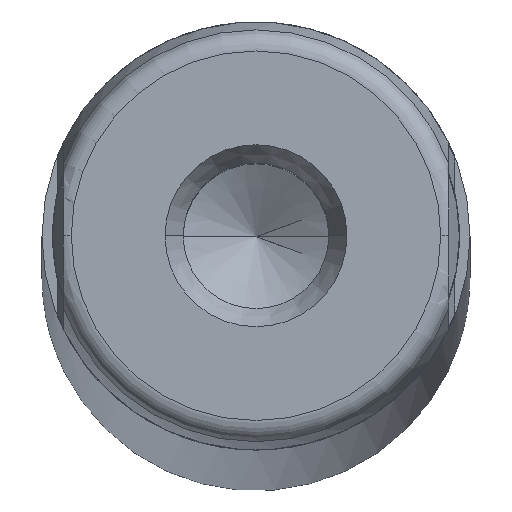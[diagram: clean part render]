
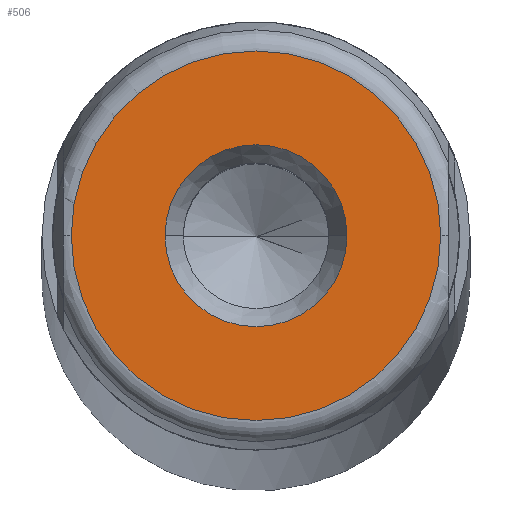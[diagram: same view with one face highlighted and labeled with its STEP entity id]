
A CAD part, top view. The second image highlights one B-rep face of the part: STEP entity #506.
In plain terms, the highlighted planar face has unit normal (0, 0, 1).
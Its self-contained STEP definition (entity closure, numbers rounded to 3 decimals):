
#55 = AXIS2_PLACEMENT_3D ( 'NONE', #377, #1620, #239 ) ;
#58 = CARTESIAN_POINT ( 'NONE',  ( 0., 0., 0. ) ) ;
#104 = CARTESIAN_POINT ( 'NONE',  ( 4.25, 0., 0. ) ) ;
#172 = CIRCLE ( 'NONE', #1226, 4.25 ) ;
#177 = EDGE_CURVE ( 'NONE', #341, #1256, #1382, .T. ) ;
#239 = DIRECTION ( 'NONE',  ( 1., 0., 0. ) ) ;
#277 = AXIS2_PLACEMENT_3D ( 'NONE', #58, #675, #1429 ) ;
#334 = DIRECTION ( 'NONE',  ( 0., 0., 1. ) ) ;
#341 = VERTEX_POINT ( 'NONE', #1414 ) ;
#377 = CARTESIAN_POINT ( 'NONE',  ( 0., 0., 0. ) ) ;
#399 = CIRCLE ( 'NONE', #441, 8.632 ) ;
#412 = ORIENTED_EDGE ( 'NONE', *, *, #177, .T. ) ;
#441 = AXIS2_PLACEMENT_3D ( 'NONE', #577, #711, #1212 ) ;
#506 = ADVANCED_FACE ( 'NONE', ( #524, #907 ), #1176, .F. ) ;
#524 = FACE_BOUND ( 'NONE', #1331, .T. ) ;
#565 = CIRCLE ( 'NONE', #55, 4.25 ) ;
#577 = CARTESIAN_POINT ( 'NONE',  ( 0., 0., 0. ) ) ;
#675 = DIRECTION ( 'NONE',  ( 0., 0., -1. ) ) ;
#694 = EDGE_CURVE ( 'NONE', #776, #1225, #565, .T. ) ;
#711 = DIRECTION ( 'NONE',  ( 0., 0., 1. ) ) ;
#776 = VERTEX_POINT ( 'NONE', #104 ) ;
#876 = DIRECTION ( 'NONE',  ( 1., 0., 0. ) ) ;
#907 = FACE_OUTER_BOUND ( 'NONE', #946, .T. ) ;
#946 = EDGE_LOOP ( 'NONE', ( #412, #1027 ) ) ;
#966 = CARTESIAN_POINT ( 'NONE',  ( -8.632, 0., 0. ) ) ;
#1027 = ORIENTED_EDGE ( 'NONE', *, *, #1206, .T. ) ;
#1075 = CARTESIAN_POINT ( 'NONE',  ( -4.25, 0., 0. ) ) ;
#1079 = CARTESIAN_POINT ( 'NONE',  ( 0., 0., 0. ) ) ;
#1099 = DIRECTION ( 'NONE',  ( 1., 0., 0. ) ) ;
#1143 = DIRECTION ( 'NONE',  ( 0., 0., 1. ) ) ;
#1176 = PLANE ( 'NONE',  #277 ) ;
#1206 = EDGE_CURVE ( 'NONE', #1256, #341, #399, .T. ) ;
#1212 = DIRECTION ( 'NONE',  ( 1., 0., 0. ) ) ;
#1225 = VERTEX_POINT ( 'NONE', #1075 ) ;
#1226 = AXIS2_PLACEMENT_3D ( 'NONE', #1512, #1143, #876 ) ;
#1256 = VERTEX_POINT ( 'NONE', #966 ) ;
#1324 = ORIENTED_EDGE ( 'NONE', *, *, #694, .F. ) ;
#1327 = ORIENTED_EDGE ( 'NONE', *, *, #1576, .F. ) ;
#1331 = EDGE_LOOP ( 'NONE', ( #1324, #1327 ) ) ;
#1382 = CIRCLE ( 'NONE', #1447, 8.632 ) ;
#1414 = CARTESIAN_POINT ( 'NONE',  ( 8.632, 0., 0. ) ) ;
#1429 = DIRECTION ( 'NONE',  ( -1., 0., 0. ) ) ;
#1447 = AXIS2_PLACEMENT_3D ( 'NONE', #1079, #334, #1099 ) ;
#1512 = CARTESIAN_POINT ( 'NONE',  ( 0., 0., 0. ) ) ;
#1576 = EDGE_CURVE ( 'NONE', #1225, #776, #172, .T. ) ;
#1620 = DIRECTION ( 'NONE',  ( 0., 0., 1. ) ) ;
